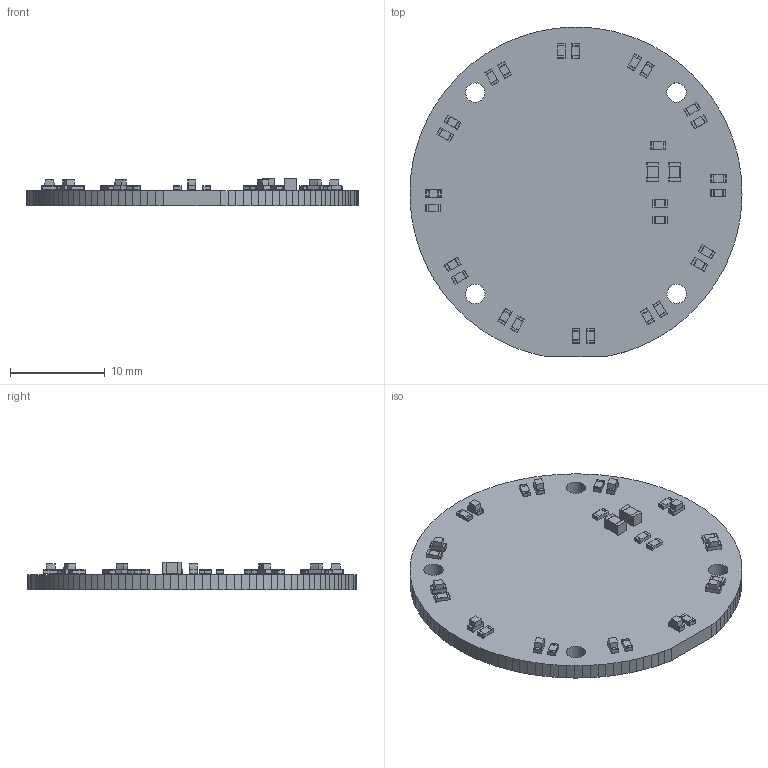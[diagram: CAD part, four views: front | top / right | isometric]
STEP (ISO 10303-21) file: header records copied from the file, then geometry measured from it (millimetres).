
FILE_DESCRIPTION(('KiCad electronic assembly'),'2;1');
FILE_NAME('IO_watch.step','2024-11-30T21:52:06',('Pcbnew'),('Kicad'), 'Open CASCADE STEP processor 7.7','KiCad to STEP converter','Unknown' );
FILE_SCHEMA(('AUTOMOTIVE_DESIGN { 1 0 10303 214 1 1 1 1 }'));
Length unit declared in the file: millimetre
Products named in the file (8): IO_watch 1; R_0603_1608Metric; LED_0603_1608Metric; C_0805_2012Metric; IO_watch PCB
Assembly tree (33 placements, depth 3):
  IO_watch 1
    R_0603_1608Metric  x15
      R_0603_1608Metric
    LED_0603_1608Metric  x12
      LED_0603_1608Metric
    C_0805_2012Metric  x2
      C_0805_2012Metric
    IO_watch PCB
Bounding box: 34.97 x 34.71 x 2.9 mm (x, y, z)
Volume: 1540.2 mm3; surface area: 2289.7 mm2
Topology: 30 solids, 30 shells, 1178 faces, 3150 edges, 2048 vertices
Faces by surface type: plane 934, cylinder 244
Full cylindrical faces by diameter (mm): 2.048 x4
Entity records: 17334 total; most frequent: CARTESIAN_POINT 2913, DIRECTION 2557, LINE 1861, VECTOR 1861, ORIENTED_EDGE 1326, PCURVE 1326, DEFINITIONAL_REPRESENTATION 1326, EDGE_CURVE 663
